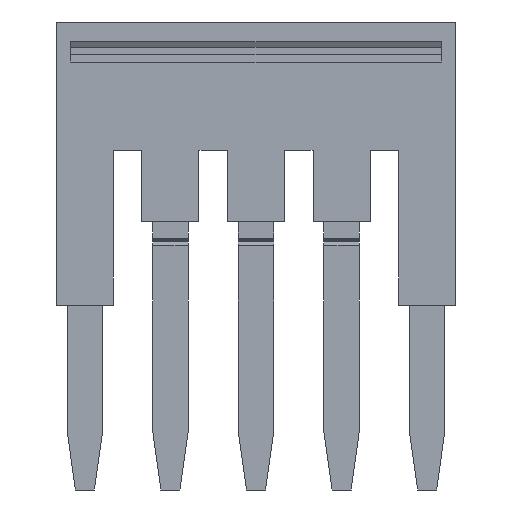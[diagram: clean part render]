
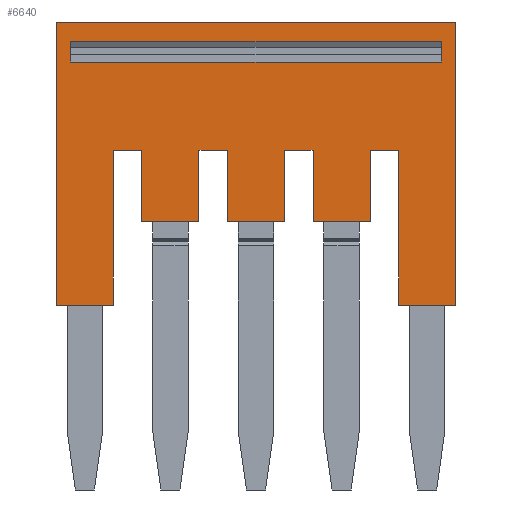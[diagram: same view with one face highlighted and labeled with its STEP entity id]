
A CAD part, front view. The second image highlights one B-rep face of the part: STEP entity #6640.
In plain terms, the highlighted face is planar.
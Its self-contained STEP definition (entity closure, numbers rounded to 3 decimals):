
#200=CARTESIAN_POINT('',(2.607,-15.475,
43.76));
#210=VERTEX_POINT('',#200);
#240=CARTESIAN_POINT('',(2.607,-15.475,
46.045));
#250=DIRECTION('',(0.,0.,-1.));
#260=VECTOR('',#250,1.);
#270=LINE('',#240,#260);
#280=CARTESIAN_POINT('',(2.607,-15.475,
45.16));
#290=VERTEX_POINT('',#280);
#300=EDGE_CURVE('',#290,#210,#270,.T.);
#870=CARTESIAN_POINT('',(2.607,-23.075,
46.045));
#880=DIRECTION('',(0.,0.,-1.));
#890=VECTOR('',#880,1.);
#900=LINE('',#870,#890);
#910=CARTESIAN_POINT('',(2.607,-23.075,
56.36));
#920=VERTEX_POINT('',#910);
#930=CARTESIAN_POINT('',(2.607,-23.075,
53.56));
#940=VERTEX_POINT('',#930);
#950=EDGE_CURVE('',#920,#940,#900,.T.);
#2150=CARTESIAN_POINT('',(2.607,-18.975,
46.045));
#2160=DIRECTION('',(0.,0.,-1.));
#2170=VECTOR('',#2160,1.);
#2180=LINE('',#2150,#2170);
#2190=CARTESIAN_POINT('',(2.607,-18.975,
52.16));
#2200=VERTEX_POINT('',#2190);
#2210=CARTESIAN_POINT('',(2.607,-18.975,
49.36));
#2220=VERTEX_POINT('',#2210);
#2230=EDGE_CURVE('',#2200,#2220,#2180,.T.);
#4900=CARTESIAN_POINT('',(2.607,-7.233,
11.7));
#4910=DIRECTION('',(1.,0.,0.));
#4920=DIRECTION('',(0.,-1.,0.));
#4930=AXIS2_PLACEMENT_3D('',#4900,#4910,#4920);
#4940=PLANE('',#4930);
#4950=CARTESIAN_POINT('',(2.607,-12.605,55.66))
;
#4960=DIRECTION('',(0.,1.,0.));
#4970=VECTOR('',#4960,1.);
#4980=LINE('',#4950,#4970);
#4990=CARTESIAN_POINT('',(2.607,-11.139,
55.66));
#5000=VERTEX_POINT('',#4990);
#5010=CARTESIAN_POINT('',(2.607,-10.141,
55.66));
#5020=VERTEX_POINT('',#5010);
#5030=EDGE_CURVE('',#5000,#5020,#4980,.T.);
#5040=ORIENTED_EDGE('',*,*,#5030,.F.);
#5050=CARTESIAN_POINT('',(2.607,-10.141,
46.045));
#5060=DIRECTION('',(0.,0.,-1.));
#5070=VECTOR('',#5060,1.);
#5080=LINE('',#5050,#5070);
#5090=CARTESIAN_POINT('',(2.607,-10.141,
37.46));
#5100=VERTEX_POINT('',#5090);
#5110=EDGE_CURVE('',#5020,#5100,#5080,.T.);
#5120=ORIENTED_EDGE('',*,*,#5110,.F.);
#5130=CARTESIAN_POINT('',(2.607,-12.605,37.46))
;
#5140=DIRECTION('',(0.,-1.,0.));
#5150=VECTOR('',#5140,1.);
#5160=LINE('',#5130,#5150);
#5170=CARTESIAN_POINT('',(2.607,-11.139,
37.46));
#5180=VERTEX_POINT('',#5170);
#5190=EDGE_CURVE('',#5100,#5180,#5160,.T.);
#5200=ORIENTED_EDGE('',*,*,#5190,.F.);
#5210=CARTESIAN_POINT('',(2.607,-11.139,
46.045));
#5220=DIRECTION('',(0.,0.,1.));
#5230=VECTOR('',#5220,1.);
#5240=LINE('',#5210,#5230);
#5250=EDGE_CURVE('',#5180,#5000,#5240,.T.);
#5260=ORIENTED_EDGE('',*,*,#5250,.F.);
#5270=EDGE_LOOP('',(#5260,#5200,#5120,#5040));
#5280=FACE_BOUND('',#5270,.T.);
#5290=CARTESIAN_POINT('',(2.607,-12.605,40.96))
;
#5300=DIRECTION('',(0.,1.,0.));
#5310=VECTOR('',#5300,1.);
#5320=LINE('',#5290,#5310);
#5330=CARTESIAN_POINT('',(2.607,-18.975,
40.96));
#5340=VERTEX_POINT('',#5330);
#5350=CARTESIAN_POINT('',(2.607,-15.475,
40.96));
#5360=VERTEX_POINT('',#5350);
#5370=EDGE_CURVE('',#5340,#5360,#5320,.T.);
#5380=ORIENTED_EDGE('',*,*,#5370,.F.);
#5390=CARTESIAN_POINT('',(2.607,-15.475,
46.045));
#5400=DIRECTION('',(0.,0.,1.));
#5410=VECTOR('',#5400,1.);
#5420=LINE('',#5390,#5410);
#5430=CARTESIAN_POINT('',(2.607,-15.475,
39.56));
#5440=VERTEX_POINT('',#5430);
#5450=EDGE_CURVE('',#5440,#5360,#5420,.T.);
#5460=ORIENTED_EDGE('',*,*,#5450,.T.);
#5470=CARTESIAN_POINT('',(2.607,-12.605,39.56))
;
#5480=DIRECTION('',(0.,1.,0.));
#5490=VECTOR('',#5480,1.);
#5500=LINE('',#5470,#5490);
#5510=CARTESIAN_POINT('',(2.607,-23.075,
39.56));
#5520=VERTEX_POINT('',#5510);
#5530=EDGE_CURVE('',#5520,#5440,#5500,.T.);
#5540=ORIENTED_EDGE('',*,*,#5530,.T.);
#5550=CARTESIAN_POINT('',(2.607,-23.075,
46.045));
#5560=DIRECTION('',(0.,0.,-1.));
#5570=VECTOR('',#5560,1.);
#5580=LINE('',#5550,#5570);
#5590=CARTESIAN_POINT('',(2.607,-23.075,
36.76));
#5600=VERTEX_POINT('',#5590);
#5610=EDGE_CURVE('',#5520,#5600,#5580,.T.);
#5620=ORIENTED_EDGE('',*,*,#5610,.F.);
#5630=CARTESIAN_POINT('',(2.607,-12.605,36.76))
;
#5640=DIRECTION('',(0.,1.,0.));
#5650=VECTOR('',#5640,1.);
#5660=LINE('',#5630,#5650);
#5670=CARTESIAN_POINT('',(2.607,-9.175,
36.76));
#5680=VERTEX_POINT('',#5670);
#5690=EDGE_CURVE('',#5600,#5680,#5660,.T.);
#5700=ORIENTED_EDGE('',*,*,#5690,.F.);
#5710=CARTESIAN_POINT('',(2.607,-9.175,
46.045));
#5720=DIRECTION('',(0.,0.,-1.));
#5730=VECTOR('',#5720,1.);
#5740=LINE('',#5710,#5730);
#5750=CARTESIAN_POINT('',(2.607,-9.175,
56.36));
#5760=VERTEX_POINT('',#5750);
#5770=EDGE_CURVE('',#5760,#5680,#5740,.T.);
#5780=ORIENTED_EDGE('',*,*,#5770,.T.);
#5790=CARTESIAN_POINT('',(2.607,-12.605,56.36))
;
#5800=DIRECTION('',(0.,-1.,0.));
#5810=VECTOR('',#5800,1.);
#5820=LINE('',#5790,#5810);
#5830=EDGE_CURVE('',#5760,#920,#5820,.T.);
#5840=ORIENTED_EDGE('',*,*,#5830,.F.);
#5850=ORIENTED_EDGE('',*,*,#950,.F.);
#5860=CARTESIAN_POINT('',(2.607,-12.605,53.56))
;
#5870=DIRECTION('',(0.,-1.,0.));
#5880=VECTOR('',#5870,1.);
#5890=LINE('',#5860,#5880);
#5900=CARTESIAN_POINT('',(2.607,-15.475,
53.56));
#5910=VERTEX_POINT('',#5900);
#5920=EDGE_CURVE('',#5910,#940,#5890,.T.);
#5930=ORIENTED_EDGE('',*,*,#5920,.T.);
#5940=CARTESIAN_POINT('',(2.607,-15.475,
46.045));
#5950=DIRECTION('',(0.,0.,1.));
#5960=VECTOR('',#5950,1.);
#5970=LINE('',#5940,#5960);
#5980=CARTESIAN_POINT('',(2.607,-15.475,
52.16));
#5990=VERTEX_POINT('',#5980);
#6000=EDGE_CURVE('',#5990,#5910,#5970,.T.);
#6010=ORIENTED_EDGE('',*,*,#6000,.T.);
#6020=CARTESIAN_POINT('',(2.607,-12.605,52.16))
;
#6030=DIRECTION('',(0.,1.,0.));
#6040=VECTOR('',#6030,1.);
#6050=LINE('',#6020,#6040);
#6060=EDGE_CURVE('',#2200,#5990,#6050,.T.);
#6070=ORIENTED_EDGE('',*,*,#6060,.T.);
#6080=ORIENTED_EDGE('',*,*,#2230,.F.);
#6090=CARTESIAN_POINT('',(2.607,-12.605,49.36))
;
#6100=DIRECTION('',(0.,1.,0.));
#6110=VECTOR('',#6100,1.);
#6120=LINE('',#6090,#6110);
#6130=CARTESIAN_POINT('',(2.607,-15.475,
49.36));
#6140=VERTEX_POINT('',#6130);
#6150=EDGE_CURVE('',#2220,#6140,#6120,.T.);
#6160=ORIENTED_EDGE('',*,*,#6150,.F.);
#6170=CARTESIAN_POINT('',(2.607,-15.475,
46.045));
#6180=DIRECTION('',(0.,0.,-1.));
#6190=VECTOR('',#6180,1.);
#6200=LINE('',#6170,#6190);
#6210=CARTESIAN_POINT('',(2.607,-15.475,
47.96));
#6220=VERTEX_POINT('',#6210);
#6230=EDGE_CURVE('',#6140,#6220,#6200,.T.);
#6240=ORIENTED_EDGE('',*,*,#6230,.F.);
#6250=CARTESIAN_POINT('',(2.607,-12.605,47.96))
;
#6260=DIRECTION('',(0.,1.,0.));
#6270=VECTOR('',#6260,1.);
#6280=LINE('',#6250,#6270);
#6290=CARTESIAN_POINT('',(2.607,-18.975,
47.96));
#6300=VERTEX_POINT('',#6290);
#6310=EDGE_CURVE('',#6300,#6220,#6280,.T.);
#6320=ORIENTED_EDGE('',*,*,#6310,.T.);
#6330=CARTESIAN_POINT('',(2.607,-18.975,
46.045));
#6340=DIRECTION('',(0.,0.,-1.));
#6350=VECTOR('',#6340,1.);
#6360=LINE('',#6330,#6350);
#6370=CARTESIAN_POINT('',(2.607,-18.975,
45.16));
#6380=VERTEX_POINT('',#6370);
#6390=EDGE_CURVE('',#6300,#6380,#6360,.T.);
#6400=ORIENTED_EDGE('',*,*,#6390,.F.);
#6410=CARTESIAN_POINT('',(2.607,-12.605,45.16))
;
#6420=DIRECTION('',(0.,1.,0.));
#6430=VECTOR('',#6420,1.);
#6440=LINE('',#6410,#6430);
#6450=EDGE_CURVE('',#6380,#290,#6440,.T.);
#6460=ORIENTED_EDGE('',*,*,#6450,.F.);
#6470=ORIENTED_EDGE('',*,*,#300,.F.);
#6480=CARTESIAN_POINT('',(2.607,-12.605,43.76))
;
#6490=DIRECTION('',(0.,1.,0.));
#6500=VECTOR('',#6490,1.);
#6510=LINE('',#6480,#6500);
#6520=CARTESIAN_POINT('',(2.607,-18.975,
43.76));
#6530=VERTEX_POINT('',#6520);
#6540=EDGE_CURVE('',#6530,#210,#6510,.T.);
#6550=ORIENTED_EDGE('',*,*,#6540,.T.);
#6560=CARTESIAN_POINT('',(2.607,-18.975,
46.045));
#6570=DIRECTION('',(0.,0.,-1.));
#6580=VECTOR('',#6570,1.);
#6590=LINE('',#6560,#6580);
#6600=EDGE_CURVE('',#6530,#5340,#6590,.T.);
#6610=ORIENTED_EDGE('',*,*,#6600,.F.);
#6620=EDGE_LOOP('',(#6610,#6550,#6470,#6460,#6400,#6320,#6240,#6160,
#6080,#6070,#6010,#5930,#5850,#5840,#5780,#5700,#5620,#5540,#5460,#5380)
);
#6630=FACE_OUTER_BOUND('',#6620,.T.);
#6640=ADVANCED_FACE('',(#5280,#6630),#4940,.F.);
